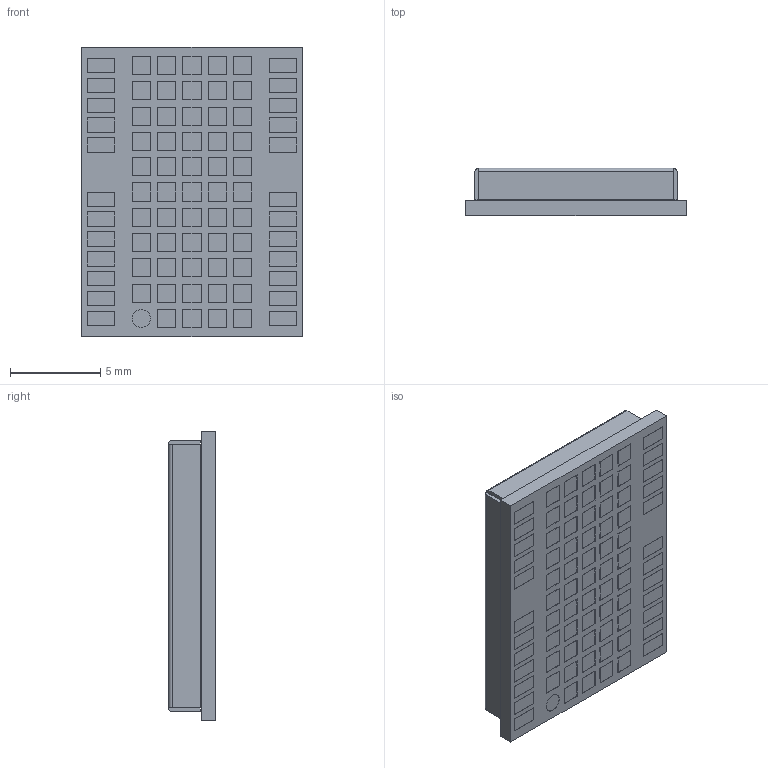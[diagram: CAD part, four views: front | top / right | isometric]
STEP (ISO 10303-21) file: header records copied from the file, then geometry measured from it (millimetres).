
FILE_DESCRIPTION(/* description */ ('STEP AP242','CAx-IF Rec.Pracs.---Representation and Presentation of Product Manufacturing Information (PMI)---4.0---2014-10-13','CAx-IF Rec.Pracs.---3D Tessellated Geometry---0.4---2014-09-14','2;1'),/* implementation_level */ '2;1');
FILE_NAME(/* name */ '66c6ab05a98c303cc235f775',/* time_stamp */ '2024-08-22T03:05:43Z',/* author */ (''),/* organization */ (''),/* preprocessor_version */ 'ST-DEVELOPER v20',/* originating_system */ ' ',/* authorisation */ ' ');
FILE_SCHEMA (('AP242_MANAGED_MODEL_BASED_3D_ENGINEERING_MIM_LF { 1 0 10303 442 1 1 4 }'));
Length unit declared in the file: metre
Products named in the file (2): LG290P-PCB; LG290P-COVER
Bounding box: 12.2 x 2.6 x 16 mm (x, y, z)
Volume: 202.5 mm3; surface area: 948.3 mm2
Topology: 2 solids, 2 shells, 1454 faces, 3866 edges, 2574 vertices
Faces by surface type: plane 1410, cylinder 23, bspline 21
Full cylindrical faces by diameter (mm): 1 x2
Entity records: 51669 total; most frequent: CARTESIAN_POINT 8354, ORIENTED_EDGE 7724, DIRECTION 6733, EDGE_CURVE 3862, LINE 3771, VECTOR 3771, VERTEX_POINT 2572, EDGE_LOOP 1614
